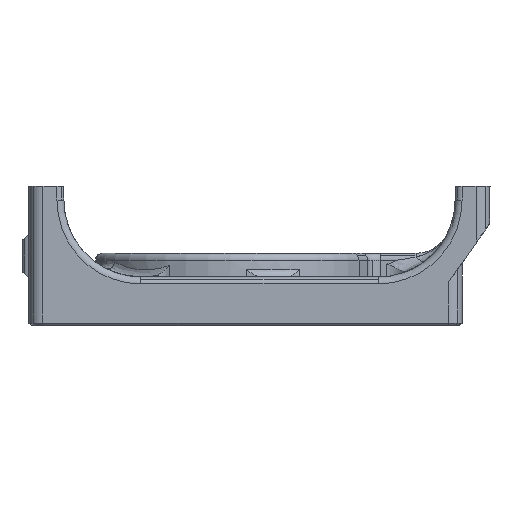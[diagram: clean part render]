
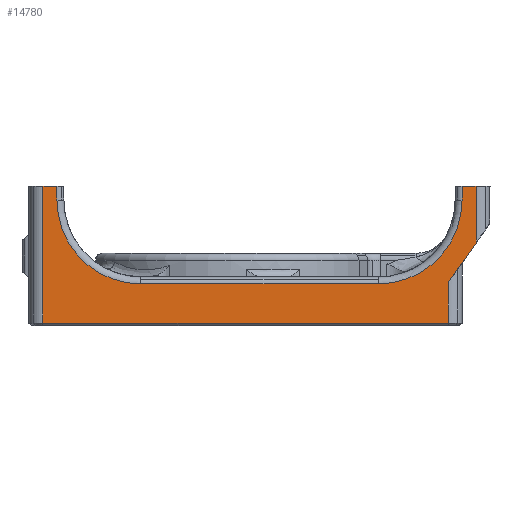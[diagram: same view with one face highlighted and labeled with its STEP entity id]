
A CAD part, left-side view. The second image highlights one B-rep face of the part: STEP entity #14780.
In plain terms, the highlighted planar face has unit normal (-1, 0, 0).
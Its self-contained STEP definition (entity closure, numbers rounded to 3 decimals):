
#38 = DIRECTION ( 'NONE',  ( 0., -1., 0. ) ) ;
#355 = CARTESIAN_POINT ( 'NONE',  ( 0., 64., 20. ) ) ;
#412 = LINE ( 'NONE', #1657, #15576 ) ;
#550 = ORIENTED_EDGE ( 'NONE', *, *, #9694, .T. ) ;
#635 = DIRECTION ( 'NONE',  ( 0., 0.574, -0.819 ) ) ;
#783 = DIRECTION ( 'NONE',  ( 0., -1., 0. ) ) ;
#1351 = VERTEX_POINT ( 'NONE', #4593 ) ;
#1598 = LINE ( 'NONE', #8501, #16601 ) ;
#1613 = ORIENTED_EDGE ( 'NONE', *, *, #6655, .F. ) ;
#1643 = ORIENTED_EDGE ( 'NONE', *, *, #9002, .F. ) ;
#1657 = CARTESIAN_POINT ( 'NONE',  ( 0., 62., 21.5 ) ) ;
#1707 = LINE ( 'NONE', #14055, #10619 ) ;
#1854 = CARTESIAN_POINT ( 'NONE',  ( 0., 50., 6. ) ) ;
#2061 = CARTESIAN_POINT ( 'NONE',  ( 0., 4., 18. ) ) ;
#2197 = ORIENTED_EDGE ( 'NONE', *, *, #12524, .T. ) ;
#2267 = CARTESIAN_POINT ( 'NONE',  ( 0., 4., 20. ) ) ;
#3306 = CARTESIAN_POINT ( 'NONE',  ( 0., 6., 14.5 ) ) ;
#3384 = DIRECTION ( 'NONE',  ( 1., 0., 0. ) ) ;
#3412 = EDGE_CURVE ( 'NONE', #11022, #11119, #16567, .T. ) ;
#3429 = VECTOR ( 'NONE', #11312, 1000. ) ;
#4085 = VERTEX_POINT ( 'NONE', #17358 ) ;
#4567 = VECTOR ( 'NONE', #11795, 1000. ) ;
#4593 = CARTESIAN_POINT ( 'NONE',  ( 0., 62., 20. ) ) ;
#4632 = CARTESIAN_POINT ( 'NONE',  ( 0., 2., 20. ) ) ;
#4653 = FACE_OUTER_BOUND ( 'NONE', #10525, .T. ) ;
#4811 = CIRCLE ( 'NONE', #16242, 12. ) ;
#4880 = EDGE_CURVE ( 'NONE', #4085, #15059, #12793, .T. ) ;
#4897 = VECTOR ( 'NONE', #13145, 1000. ) ;
#5009 = VECTOR ( 'NONE', #6980, 1000. ) ;
#5042 = EDGE_CURVE ( 'NONE', #10557, #4085, #11721, .T. ) ;
#5406 = ORIENTED_EDGE ( 'NONE', *, *, #15328, .T. ) ;
#5655 = ORIENTED_EDGE ( 'NONE', *, *, #17317, .T. ) ;
#5739 = DIRECTION ( 'NONE',  ( 0., 0., 1. ) ) ;
#5931 = ORIENTED_EDGE ( 'NONE', *, *, #6830, .T. ) ;
#6051 = VERTEX_POINT ( 'NONE', #10049 ) ;
#6332 = LINE ( 'NONE', #15971, #4567 ) ;
#6416 = DIRECTION ( 'NONE',  ( 0., 0., -1. ) ) ;
#6655 = EDGE_CURVE ( 'NONE', #7750, #1351, #17239, .T. ) ;
#6830 = EDGE_CURVE ( 'NONE', #11119, #1351, #412, .T. ) ;
#6864 = DIRECTION ( 'NONE',  ( 1., 0., 0. ) ) ;
#6980 = DIRECTION ( 'NONE',  ( 0., 0., 1. ) ) ;
#7277 = VECTOR ( 'NONE', #783, 1000. ) ;
#7412 = CARTESIAN_POINT ( 'NONE',  ( 0., 62., 18. ) ) ;
#7445 = CARTESIAN_POINT ( 'NONE',  ( 0., 66., 20. ) ) ;
#7750 = VERTEX_POINT ( 'NONE', #355 ) ;
#7907 = ORIENTED_EDGE ( 'NONE', *, *, #4880, .T. ) ;
#8501 = CARTESIAN_POINT ( 'NONE',  ( 0., 64., 20. ) ) ;
#9002 = EDGE_CURVE ( 'NONE', #11437, #6051, #13446, .T. ) ;
#9548 = DIRECTION ( 'NONE',  ( 0., 0.707, -0.707 ) ) ;
#9618 = CARTESIAN_POINT ( 'NONE',  ( 0., 2., 11.856 ) ) ;
#9694 = EDGE_CURVE ( 'NONE', #17005, #10161, #4811, .T. ) ;
#10049 = CARTESIAN_POINT ( 'NONE',  ( 0., 2., 20. ) ) ;
#10124 = CARTESIAN_POINT ( 'NONE',  ( 0., 16., 18. ) ) ;
#10161 = VERTEX_POINT ( 'NONE', #15794 ) ;
#10277 = ORIENTED_EDGE ( 'NONE', *, *, #13209, .F. ) ;
#10300 = AXIS2_PLACEMENT_3D ( 'NONE', #17582, #6864, #9548 ) ;
#10525 = EDGE_LOOP ( 'NONE', ( #15098, #7907, #10277, #5655, #1643, #5406, #550, #2197, #13244, #5931, #1613, #14896 ) ) ;
#10557 = VERTEX_POINT ( 'NONE', #12297 ) ;
#10618 = VERTEX_POINT ( 'NONE', #9618 ) ;
#10619 = VECTOR ( 'NONE', #635, 1000. ) ;
#10775 = CARTESIAN_POINT ( 'NONE',  ( 0., 4., 20. ) ) ;
#11022 = VERTEX_POINT ( 'NONE', #1854 ) ;
#11119 = VERTEX_POINT ( 'NONE', #7412 ) ;
#11312 = DIRECTION ( 'NONE',  ( 0., 0., -1. ) ) ;
#11437 = VERTEX_POINT ( 'NONE', #2267 ) ;
#11492 = LINE ( 'NONE', #12563, #3429 ) ;
#11636 = CARTESIAN_POINT ( 'NONE',  ( 0., 49.5, 0.4 ) ) ;
#11721 = LINE ( 'NONE', #11636, #4897 ) ;
#11795 = DIRECTION ( 'NONE',  ( 0., 1., 0. ) ) ;
#12297 = CARTESIAN_POINT ( 'NONE',  ( 0., 64., 0.4 ) ) ;
#12524 = EDGE_CURVE ( 'NONE', #10161, #11022, #6332, .T. ) ;
#12563 = CARTESIAN_POINT ( 'NONE',  ( 0., 4., 20. ) ) ;
#12625 = VECTOR ( 'NONE', #5739, 1000. ) ;
#12793 = LINE ( 'NONE', #3306, #12625 ) ;
#13041 = CARTESIAN_POINT ( 'NONE',  ( 0., 68., 20. ) ) ;
#13053 = DIRECTION ( 'NONE',  ( 0., -0.707, -0.707 ) ) ;
#13145 = DIRECTION ( 'NONE',  ( 0., -1., 0. ) ) ;
#13209 = EDGE_CURVE ( 'NONE', #10618, #15059, #1707, .T. ) ;
#13219 = PLANE ( 'NONE',  #14849 ) ;
#13244 = ORIENTED_EDGE ( 'NONE', *, *, #3412, .T. ) ;
#13446 = LINE ( 'NONE', #10775, #17671 ) ;
#13940 = DIRECTION ( 'NONE',  ( 0., 0., -1. ) ) ;
#14005 = DIRECTION ( 'NONE',  ( 0., 0., 1. ) ) ;
#14055 = CARTESIAN_POINT ( 'NONE',  ( 0., 9.615, 0.982 ) ) ;
#14091 = CARTESIAN_POINT ( 'NONE',  ( 0., 6., 6.144 ) ) ;
#14780 = ADVANCED_FACE ( 'NONE', ( #4653 ), #13219, .T. ) ;
#14849 = AXIS2_PLACEMENT_3D ( 'NONE', #7445, #16069, #6416 ) ;
#14896 = ORIENTED_EDGE ( 'NONE', *, *, #16030, .T. ) ;
#15059 = VERTEX_POINT ( 'NONE', #14091 ) ;
#15098 = ORIENTED_EDGE ( 'NONE', *, *, #5042, .T. ) ;
#15328 = EDGE_CURVE ( 'NONE', #11437, #17005, #11492, .T. ) ;
#15576 = VECTOR ( 'NONE', #14005, 1000. ) ;
#15794 = CARTESIAN_POINT ( 'NONE',  ( 0., 16., 6. ) ) ;
#15971 = CARTESIAN_POINT ( 'NONE',  ( 0., 58., 6. ) ) ;
#16030 = EDGE_CURVE ( 'NONE', #7750, #10557, #1598, .T. ) ;
#16069 = DIRECTION ( 'NONE',  ( -1., 0., 0. ) ) ;
#16242 = AXIS2_PLACEMENT_3D ( 'NONE', #10124, #3384, #13053 ) ;
#16567 = CIRCLE ( 'NONE', #10300, 12. ) ;
#16601 = VECTOR ( 'NONE', #13940, 1000. ) ;
#16896 = LINE ( 'NONE', #4632, #5009 ) ;
#17005 = VERTEX_POINT ( 'NONE', #2061 ) ;
#17239 = LINE ( 'NONE', #13041, #7277 ) ;
#17317 = EDGE_CURVE ( 'NONE', #10618, #6051, #16896, .T. ) ;
#17358 = CARTESIAN_POINT ( 'NONE',  ( 0., 6., 0.4 ) ) ;
#17582 = CARTESIAN_POINT ( 'NONE',  ( 0., 50., 18. ) ) ;
#17671 = VECTOR ( 'NONE', #38, 1000. ) ;
